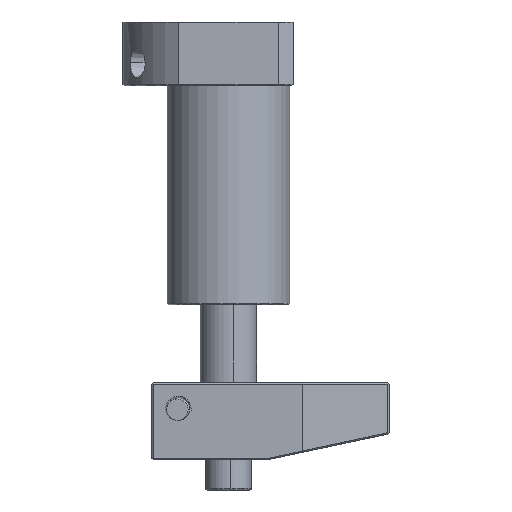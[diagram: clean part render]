
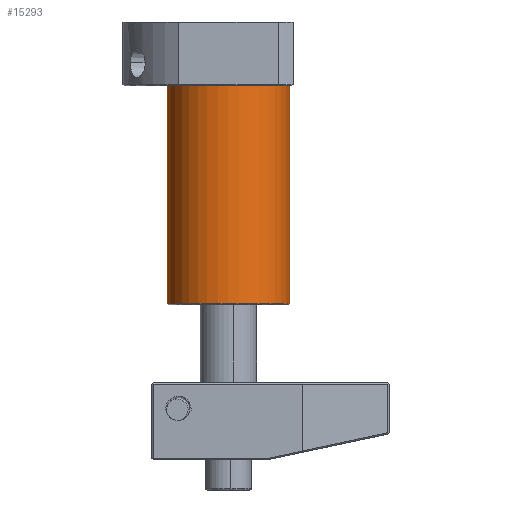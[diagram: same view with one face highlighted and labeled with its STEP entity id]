
A CAD part, front view. The second image highlights one B-rep face of the part: STEP entity #15293.
In plain terms, the highlighted cylindrical face has radius 24 mm (diameter 48 mm), a partial arc.
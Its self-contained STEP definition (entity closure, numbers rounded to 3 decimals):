
#3266 = DIRECTION ( 'NONE',  ( 0., 0., -1. ) ) ;
#3312 = CARTESIAN_POINT ( 'NONE',  ( -24., 0., 85.9 ) ) ;
#3325 = CARTESIAN_POINT ( 'NONE',  ( 24., 0., 85.9 ) ) ;
#3329 = DIRECTION ( 'NONE',  ( 0., 0., -1. ) ) ;
#3783 = CIRCLE ( 'NONE', #5353, 24. ) ;
#3972 = CIRCLE ( 'NONE', #5356, 24. ) ;
#4392 = FACE_OUTER_BOUND ( 'NONE', #16276, .T. ) ;
#4402 = CYLINDRICAL_SURFACE ( 'NONE', #7134, 24. ) ;
#5353 = AXIS2_PLACEMENT_3D ( 'NONE', #17448, #17447, #17446 ) ;
#5356 = AXIS2_PLACEMENT_3D ( 'NONE', #17435, #17434, #17433 ) ;
#6505 = EDGE_CURVE ( 'NONE', #20340, #20577, #16422, .T. ) ;
#6513 = EDGE_CURVE ( 'NONE', #20310, #20506, #16409, .T. ) ;
#6774 = EDGE_CURVE ( 'NONE', #20340, #20310, #3783, .T. ) ;
#6778 = EDGE_CURVE ( 'NONE', #20506, #20577, #3972, .T. ) ;
#7134 = AXIS2_PLACEMENT_3D ( 'NONE', #10958, #10956, #10954 ) ;
#10954 = DIRECTION ( 'NONE',  ( -1., 0., 0. ) ) ;
#10956 = DIRECTION ( 'NONE',  ( 0., 0., -1. ) ) ;
#10958 = CARTESIAN_POINT ( 'NONE',  ( 0., 0., 85.9 ) ) ;
#12941 = CARTESIAN_POINT ( 'NONE',  ( -24., 0., 85.9 ) ) ;
#12997 = CARTESIAN_POINT ( 'NONE',  ( 24., 0., 85.9 ) ) ;
#13048 = CARTESIAN_POINT ( 'NONE',  ( -24., 0., 0.5 ) ) ;
#13112 = CARTESIAN_POINT ( 'NONE',  ( 24., 0., 0.5 ) ) ;
#15293 = ADVANCED_FACE ( 'NONE', ( #4392 ), #4402, .T. ) ;
#16276 = EDGE_LOOP ( 'NONE', ( #20987, #20471, #20478, #21060 ) ) ;
#16407 = VECTOR ( 'NONE', #3266, 1000. ) ;
#16409 = LINE ( 'NONE', #3312, #16407 ) ;
#16417 = VECTOR ( 'NONE', #3329, 1000. ) ;
#16422 = LINE ( 'NONE', #3325, #16417 ) ;
#17433 = DIRECTION ( 'NONE',  ( -1., 0., 0. ) ) ;
#17434 = DIRECTION ( 'NONE',  ( 0., 0., 1. ) ) ;
#17435 = CARTESIAN_POINT ( 'NONE',  ( 0., 0., 0.5 ) ) ;
#17446 = DIRECTION ( 'NONE',  ( -1., 0., 0. ) ) ;
#17447 = DIRECTION ( 'NONE',  ( 0., 0., -1. ) ) ;
#17448 = CARTESIAN_POINT ( 'NONE',  ( 0., 0., 85.9 ) ) ;
#20310 = VERTEX_POINT ( 'NONE', #12941 ) ;
#20340 = VERTEX_POINT ( 'NONE', #12997 ) ;
#20471 = ORIENTED_EDGE ( 'NONE', *, *, #6774, .T. ) ;
#20478 = ORIENTED_EDGE ( 'NONE', *, *, #6513, .T. ) ;
#20506 = VERTEX_POINT ( 'NONE', #13048 ) ;
#20577 = VERTEX_POINT ( 'NONE', #13112 ) ;
#20987 = ORIENTED_EDGE ( 'NONE', *, *, #6505, .F. ) ;
#21060 = ORIENTED_EDGE ( 'NONE', *, *, #6778, .T. ) ;
